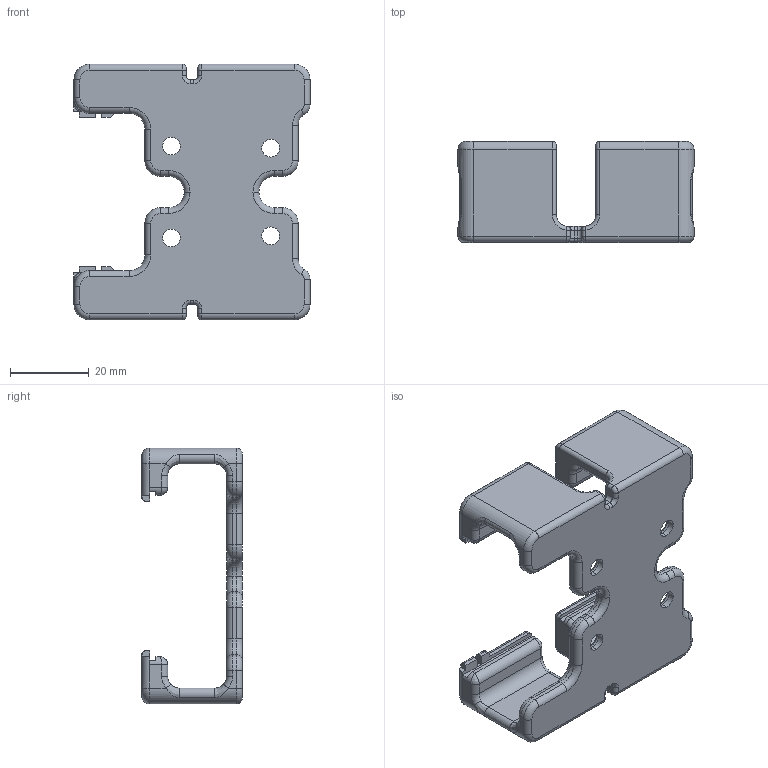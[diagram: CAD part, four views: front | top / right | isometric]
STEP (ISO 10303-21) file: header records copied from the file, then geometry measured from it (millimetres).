
FILE_DESCRIPTION (( 'STEP AP203' ), '1' );
FILE_NAME ('Bateria_Soporte_Sup_Predeterminado_sldprt.STEP', '2024-07-23T21:01:01', ( '' ), ( '' ), 'SwSTEP 2.0', 'SolidWorks 2018', '' );
FILE_SCHEMA (( 'CONFIG_CONTROL_DESIGN' ));
Length unit declared in the file: centimetre
Products named in the file (1): Bateria_Soporte_Sup_Predeterminado_sldprt
Bounding box: 60 x 25.6 x 65 mm (x, y, z)
Volume: 24240.6 mm3; surface area: 13208.8 mm2
Topology: 1 solids, 1 shells, 368 faces, 880 edges, 498 vertices
Faces by surface type: cylinder 160, plane 90, torus 78, bspline 22, sphere 10, cone 8
Entity records: 11471 total; most frequent: CARTESIAN_POINT 2933, DIRECTION 1916, ORIENTED_EDGE 1720, EDGE_CURVE 860, AXIS2_PLACEMENT_3D 765, VERTEX_POINT 498, CIRCLE 418, VECTOR 386
